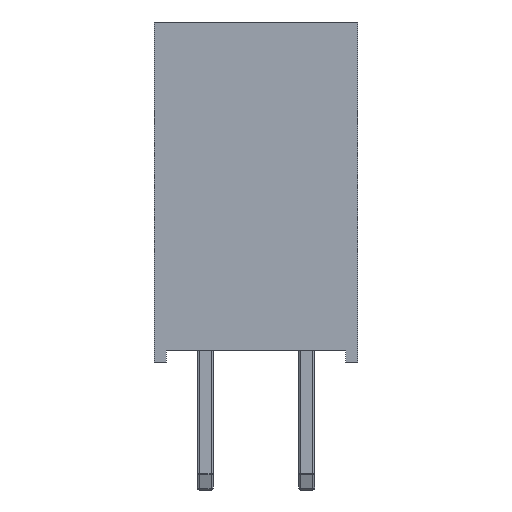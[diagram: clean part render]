
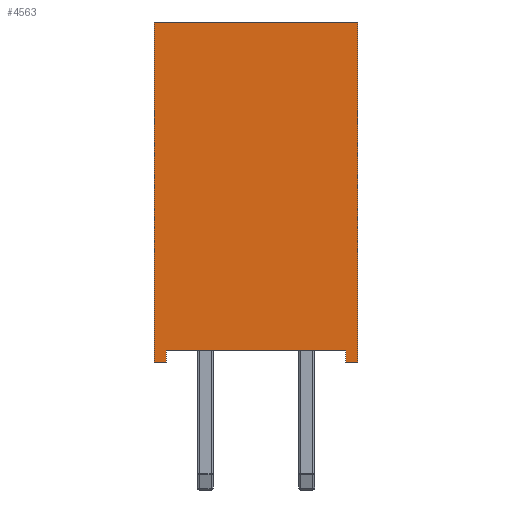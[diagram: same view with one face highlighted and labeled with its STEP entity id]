
A CAD part, left-side view. The second image highlights one B-rep face of the part: STEP entity #4563.
In plain terms, the highlighted planar face has unit normal (-1, 0, 0).
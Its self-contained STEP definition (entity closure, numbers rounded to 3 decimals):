
#590=FACE_OUTER_BOUND('',#880,.T.);
#880=EDGE_LOOP('',(#2940,#2941,#2942,#2943,#2944,#2945,#2946,#2947));
#1202=LINE('',#7097,#1550);
#1203=LINE('',#7100,#1551);
#1205=LINE('',#7104,#1553);
#1206=LINE('',#7106,#1554);
#1207=LINE('',#7108,#1555);
#1208=LINE('',#7110,#1556);
#1209=LINE('',#7112,#1557);
#1210=LINE('',#7113,#1558);
#1550=VECTOR('',#5536,10.);
#1551=VECTOR('',#5539,10.);
#1553=VECTOR('',#5543,10.);
#1554=VECTOR('',#5544,10.);
#1555=VECTOR('',#5545,10.);
#1556=VECTOR('',#5546,10.);
#1557=VECTOR('',#5547,10.);
#1558=VECTOR('',#5548,10.);
#1896=VERTEX_POINT('',#7093);
#1897=VERTEX_POINT('',#7095);
#1898=VERTEX_POINT('',#7099);
#1899=VERTEX_POINT('',#7103);
#1900=VERTEX_POINT('',#7105);
#1901=VERTEX_POINT('',#7107);
#1902=VERTEX_POINT('',#7109);
#1903=VERTEX_POINT('',#7111);
#2274=EDGE_CURVE('',#1896,#1897,#1202,.T.);
#2275=EDGE_CURVE('',#1898,#1896,#1203,.T.);
#2277=EDGE_CURVE('',#1897,#1899,#1205,.T.);
#2278=EDGE_CURVE('',#1899,#1900,#1206,.T.);
#2279=EDGE_CURVE('',#1900,#1901,#1207,.T.);
#2280=EDGE_CURVE('',#1901,#1902,#1208,.T.);
#2281=EDGE_CURVE('',#1903,#1902,#1209,.T.);
#2282=EDGE_CURVE('',#1898,#1903,#1210,.T.);
#2940=ORIENTED_EDGE('',*,*,#2277,.T.);
#2941=ORIENTED_EDGE('',*,*,#2278,.T.);
#2942=ORIENTED_EDGE('',*,*,#2279,.T.);
#2943=ORIENTED_EDGE('',*,*,#2280,.T.);
#2944=ORIENTED_EDGE('',*,*,#2281,.F.);
#2945=ORIENTED_EDGE('',*,*,#2282,.F.);
#2946=ORIENTED_EDGE('',*,*,#2275,.T.);
#2947=ORIENTED_EDGE('',*,*,#2274,.T.);
#4234=PLANE('',#4907);
#4563=ADVANCED_FACE('',(#590),#4234,.T.);
#4907=AXIS2_PLACEMENT_3D('',#7102,#5541,#5542);
#5536=DIRECTION('',(0.,0.,1.));
#5539=DIRECTION('',(0.,-1.,0.));
#5541=DIRECTION('center_axis',(-1.,0.,0.));
#5542=DIRECTION('ref_axis',(0.,-1.,0.));
#5543=DIRECTION('',(0.,-1.,0.));
#5544=DIRECTION('',(0.,0.,-1.));
#5545=DIRECTION('',(0.,-1.,0.));
#5546=DIRECTION('',(0.,0.,1.));
#5547=DIRECTION('',(0.,-1.,0.));
#5548=DIRECTION('',(0.,0.,1.));
#7093=CARTESIAN_POINT('',(-1.27,3.51,0.));
#7095=CARTESIAN_POINT('',(-1.27,3.51,0.3));
#7097=CARTESIAN_POINT('',(-1.27,3.51,0.));
#7099=CARTESIAN_POINT('',(-1.27,3.81,0.));
#7100=CARTESIAN_POINT('',(-1.27,3.81,0.));
#7102=CARTESIAN_POINT('Origin',(-1.27,1.27,0.));
#7103=CARTESIAN_POINT('',(-1.27,-0.97,0.3));
#7104=CARTESIAN_POINT('',(-1.27,1.27,0.3));
#7105=CARTESIAN_POINT('',(-1.27,-0.97,0.));
#7106=CARTESIAN_POINT('',(-1.27,-0.97,0.));
#7107=CARTESIAN_POINT('',(-1.27,-1.27,0.));
#7108=CARTESIAN_POINT('',(-1.27,1.27,0.));
#7109=CARTESIAN_POINT('',(-1.27,-1.27,8.5));
#7110=CARTESIAN_POINT('',(-1.27,-1.27,0.));
#7111=CARTESIAN_POINT('',(-1.27,3.81,8.5));
#7112=CARTESIAN_POINT('',(-1.27,3.81,8.5));
#7113=CARTESIAN_POINT('',(-1.27,3.81,0.));
